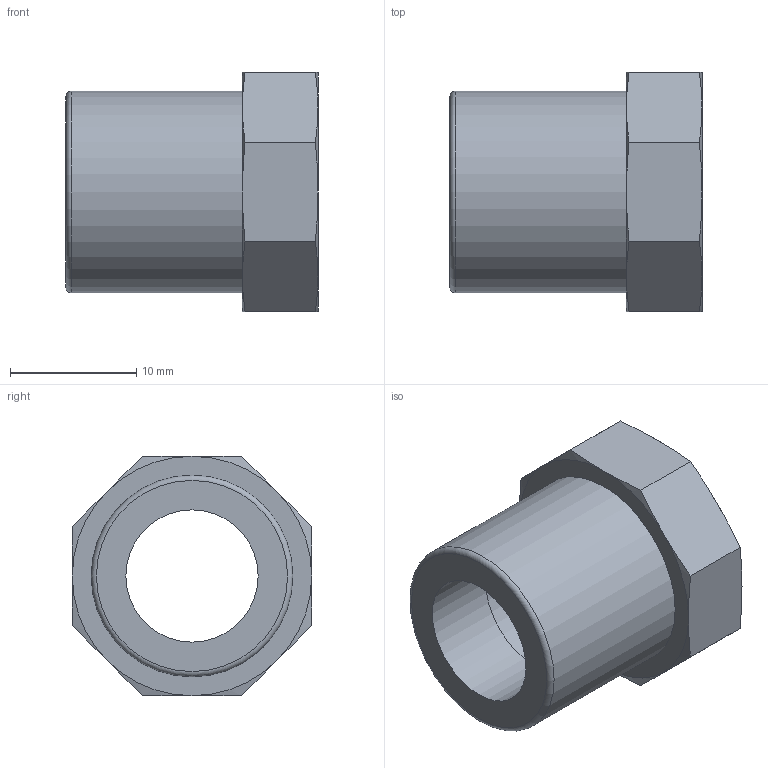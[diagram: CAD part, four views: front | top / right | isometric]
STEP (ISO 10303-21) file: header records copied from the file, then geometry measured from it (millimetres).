
FILE_DESCRIPTION( ( 'STEP AP214' ), ' ' );
FILE_NAME( '3.10.016.stp', '2015-08-06T13:47:06', ( '' ), ( '' ), ' ', 'PARTsolutions', ' ' );
FILE_SCHEMA( ( 'AUTOMOTIVE_DESIGN { 1 0 10303 214 1 1 1 1 }' ) );
Length unit declared in the file: millimetre
Products named in the file (1): _3.10.016
Bounding box: 20 x 19 x 19 mm (x, y, z)
Volume: 2631.8 mm3; surface area: 2173.8 mm2
Topology: 1 solids, 1 shells, 33 faces, 70 edges, 41 vertices
Faces by surface type: cone 17, plane 12, cylinder 3, torus 1
Full cylindrical faces by diameter (mm): 10.5 x1, 11.445 x1, 16 x1
Entity records: 1170 total; most frequent: CARTESIAN_POINT 250, ORIENTED_EDGE 128, DIRECTION 124, EDGE_CURVE 64, AXIS2_PLACEMENT_3D 58, EDGE_LOOP 42, VERTEX_POINT 40, FACE_OUTER_BOUND 37
